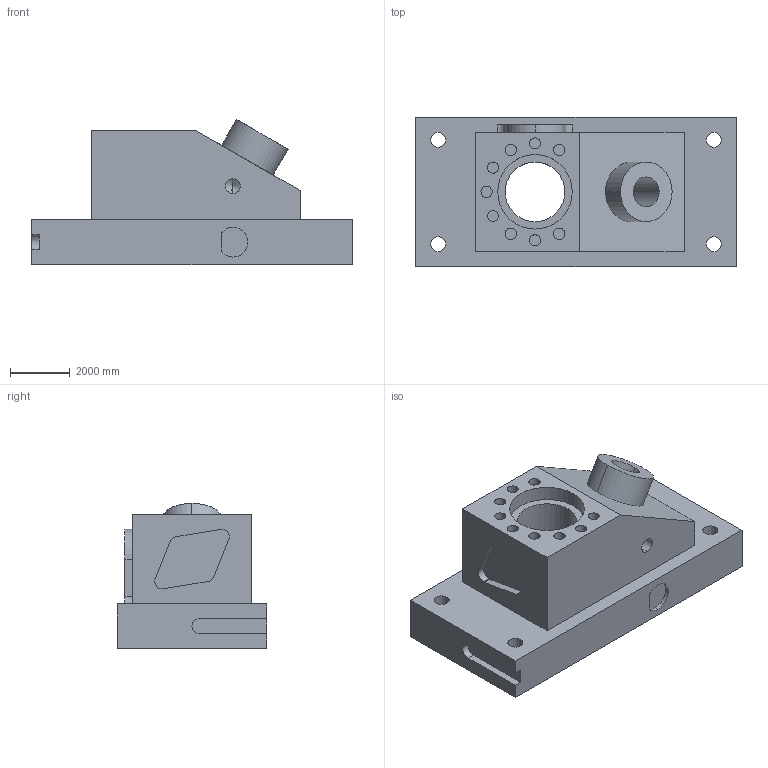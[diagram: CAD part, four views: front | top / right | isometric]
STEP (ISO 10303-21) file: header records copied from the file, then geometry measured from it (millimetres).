
FILE_DESCRIPTION(('produced by SPATIAL CORP'),'2;1');
FILE_NAME( 'anc101design7.step.hh.sat.stp','2002-04-22T10:03:06+00:00',('SPATIAL CORP'),( 'SPATIAL CORP'),'ACIS STEP Husk','http://www.spatial.com', 'SPATIAL CORP');
FILE_SCHEMA(('CONFIG_CONTROL_DESIGN'));
Length unit declared in the file: millimetre
Products named in the file (1): PRODUCT_ID_1
Bounding box: 10750 x 5000 x 4866.03 mm (x, y, z)
Volume: 132876036409.8 mm3; surface area: 267655798 mm2
Topology: 1 solids, 1 shells, 127 faces, 314 edges, 206 vertices
Faces by surface type: cylinder 68, plane 55, cone 4
Entity records: 3489 total; most frequent: ORIENTED_EDGE 620, CARTESIAN_POINT 563, DIRECTION 540, EDGE_CURVE 310, VERTEX_POINT 206, AXIS2_PLACEMENT_3D 183, VECTOR 174, LINE 174
